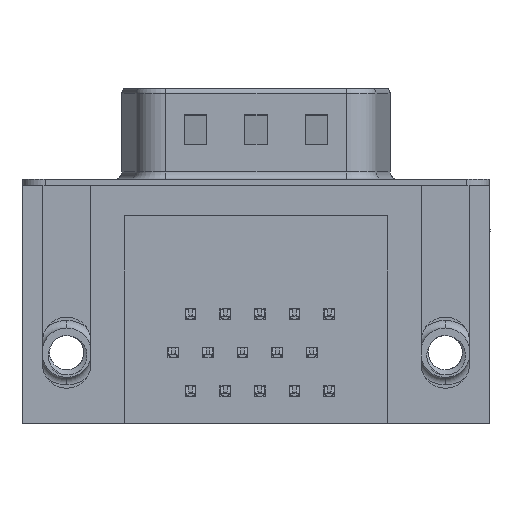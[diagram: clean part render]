
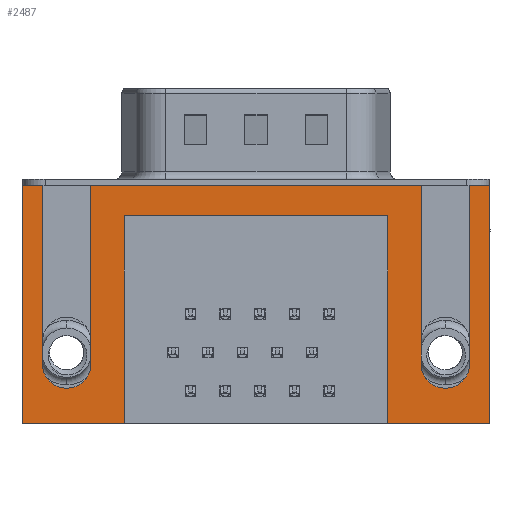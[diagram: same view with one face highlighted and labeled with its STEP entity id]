
A CAD part, front view. The second image highlights one B-rep face of the part: STEP entity #2487.
In plain terms, the highlighted planar face has unit normal (0, -1, 0).
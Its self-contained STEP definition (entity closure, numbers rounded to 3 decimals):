
#124 = LINE ( 'NONE', #2776, #17219 ) ;
#166 = DIRECTION ( 'NONE',  ( 0., 0., -1. ) ) ;
#200 = ORIENTED_EDGE ( 'NONE', *, *, #17606, .F. ) ;
#569 = EDGE_CURVE ( 'NONE', #8592, #17581, #11937, .T. ) ;
#662 = LINE ( 'NONE', #9541, #17762 ) ;
#753 = VERTEX_POINT ( 'NONE', #16007 ) ;
#902 = LINE ( 'NONE', #2788, #17998 ) ;
#1242 = DIRECTION ( 'NONE',  ( 0., -1., 0. ) ) ;
#1593 = DIRECTION ( 'NONE',  ( 0., 0., 1. ) ) ;
#1617 = VECTOR ( 'NONE', #7014, 1000. ) ;
#1703 = ORIENTED_EDGE ( 'NONE', *, *, #20808, .F. ) ;
#1925 = VERTEX_POINT ( 'NONE', #3918 ) ;
#2161 = VECTOR ( 'NONE', #13559, 1000. ) ;
#2171 = EDGE_CURVE ( 'NONE', #12984, #17691, #3045, .T. ) ;
#2486 = CARTESIAN_POINT ( 'NONE',  ( 1.6, -6.275, 0. ) ) ;
#2487 = ADVANCED_FACE ( 'NONE', ( #14963 ), #9501, .T. ) ;
#2692 = LINE ( 'NONE', #3636, #2161 ) ;
#2741 = CARTESIAN_POINT ( 'NONE',  ( 24.99, -6.275, -11.78 ) ) ;
#2776 = CARTESIAN_POINT ( 'NONE',  ( -1.6, -6.275, 0. ) ) ;
#2788 = CARTESIAN_POINT ( 'NONE',  ( -2.91, -6.275, 0. ) ) ;
#2998 = VERTEX_POINT ( 'NONE', #12452 ) ;
#3045 = LINE ( 'NONE', #17946, #6895 ) ;
#3200 = LINE ( 'NONE', #9838, #15909 ) ;
#3453 = AXIS2_PLACEMENT_3D ( 'NONE', #20012, #10104, #166 ) ;
#3636 = CARTESIAN_POINT ( 'NONE',  ( 3.79, -6.275, -2. ) ) ;
#3662 = EDGE_CURVE ( 'NONE', #8984, #14605, #662, .T. ) ;
#3918 = CARTESIAN_POINT ( 'NONE',  ( 24.99, -6.275, -13.38 ) ) ;
#4124 = CARTESIAN_POINT ( 'NONE',  ( 0., -6.275, -11.78 ) ) ;
#4144 = AXIS2_PLACEMENT_3D ( 'NONE', #2741, #14327, #4392 ) ;
#4266 = EDGE_CURVE ( 'NONE', #11344, #12911, #124, .T. ) ;
#4290 = LINE ( 'NONE', #14175, #20891 ) ;
#4392 = DIRECTION ( 'NONE',  ( 0., 0., 1. ) ) ;
#4879 = DIRECTION ( 'NONE',  ( 0., 0., -1. ) ) ;
#4956 = CARTESIAN_POINT ( 'NONE',  ( 3.79, -6.275, -2. ) ) ;
#5353 = CARTESIAN_POINT ( 'NONE',  ( 1.6, -6.275, 0. ) ) ;
#5405 = CARTESIAN_POINT ( 'NONE',  ( 21.2, -6.275, -15.7 ) ) ;
#5565 = ORIENTED_EDGE ( 'NONE', *, *, #15834, .F. ) ;
#5615 = VECTOR ( 'NONE', #5647, 1000. ) ;
#5647 = DIRECTION ( 'NONE',  ( 0., 0., -1. ) ) ;
#5648 = ORIENTED_EDGE ( 'NONE', *, *, #6398, .F. ) ;
#5712 = AXIS2_PLACEMENT_3D ( 'NONE', #21076, #1242, #12850 ) ;
#5777 = DIRECTION ( 'NONE',  ( 0., 0., -1. ) ) ;
#5824 = ORIENTED_EDGE ( 'NONE', *, *, #19734, .F. ) ;
#5841 = EDGE_CURVE ( 'NONE', #753, #9008, #2692, .T. ) ;
#6054 = EDGE_CURVE ( 'NONE', #14421, #18810, #12285, .T. ) ;
#6088 = DIRECTION ( 'NONE',  ( 1., 0., 0. ) ) ;
#6398 = EDGE_CURVE ( 'NONE', #14605, #753, #19556, .T. ) ;
#6895 = VECTOR ( 'NONE', #11306, 1000. ) ;
#7014 = DIRECTION ( 'NONE',  ( 0., 0., 1. ) ) ;
#7021 = LINE ( 'NONE', #5353, #1617 ) ;
#7115 = CARTESIAN_POINT ( 'NONE',  ( 24.99, -6.275, -11.78 ) ) ;
#7127 = EDGE_CURVE ( 'NONE', #17691, #10878, #3200, .T. ) ;
#7159 = CARTESIAN_POINT ( 'NONE',  ( -1.6, -6.275, -11.78 ) ) ;
#7307 = CARTESIAN_POINT ( 'NONE',  ( 23.39, -6.275, -11.78 ) ) ;
#8049 = ORIENTED_EDGE ( 'NONE', *, *, #12320, .F. ) ;
#8300 = CARTESIAN_POINT ( 'NONE',  ( 0., -6.275, -13.38 ) ) ;
#8545 = VECTOR ( 'NONE', #14187, 1000. ) ;
#8571 = ORIENTED_EDGE ( 'NONE', *, *, #8714, .T. ) ;
#8592 = VERTEX_POINT ( 'NONE', #12172 ) ;
#8640 = ORIENTED_EDGE ( 'NONE', *, *, #5841, .F. ) ;
#8645 = LINE ( 'NONE', #15735, #16981 ) ;
#8714 = EDGE_CURVE ( 'NONE', #8984, #12944, #19475, .T. ) ;
#8751 = ORIENTED_EDGE ( 'NONE', *, *, #10875, .F. ) ;
#8779 = DIRECTION ( 'NONE',  ( 0., 0., 1. ) ) ;
#8984 = VERTEX_POINT ( 'NONE', #18225 ) ;
#9008 = VERTEX_POINT ( 'NONE', #4956 ) ;
#9043 = VERTEX_POINT ( 'NONE', #15119 ) ;
#9501 = PLANE ( 'NONE',  #5712 ) ;
#9541 = CARTESIAN_POINT ( 'NONE',  ( 27.9, -6.275, -15.7 ) ) ;
#9838 = CARTESIAN_POINT ( 'NONE',  ( 23.39, -6.275, 0. ) ) ;
#9950 = LINE ( 'NONE', #15484, #18221 ) ;
#10104 = DIRECTION ( 'NONE',  ( 0., -1., 0. ) ) ;
#10595 = LINE ( 'NONE', #19600, #5615 ) ;
#10651 = ORIENTED_EDGE ( 'NONE', *, *, #569, .F. ) ;
#10699 = CARTESIAN_POINT ( 'NONE',  ( 27.9, -6.275, 0. ) ) ;
#10774 = CARTESIAN_POINT ( 'NONE',  ( 23.39, -6.275, 0. ) ) ;
#10823 = CIRCLE ( 'NONE', #15393, 1.6 ) ;
#10875 = EDGE_CURVE ( 'NONE', #9008, #9043, #10595, .T. ) ;
#10878 = VERTEX_POINT ( 'NONE', #7307 ) ;
#10998 = ORIENTED_EDGE ( 'NONE', *, *, #3662, .F. ) ;
#11234 = DIRECTION ( 'NONE',  ( -1., 0., 0. ) ) ;
#11306 = DIRECTION ( 'NONE',  ( 1., 0., 0. ) ) ;
#11344 = VERTEX_POINT ( 'NONE', #16749 ) ;
#11424 = CIRCLE ( 'NONE', #3453, 1.6 ) ;
#11937 = LINE ( 'NONE', #17366, #20735 ) ;
#12158 = EDGE_CURVE ( 'NONE', #10878, #1925, #10823, .T. ) ;
#12172 = CARTESIAN_POINT ( 'NONE',  ( -2.91, -6.275, -15.7 ) ) ;
#12285 = CIRCLE ( 'NONE', #13754, 1.6 ) ;
#12320 = EDGE_CURVE ( 'NONE', #2998, #12944, #4290, .T. ) ;
#12452 = CARTESIAN_POINT ( 'NONE',  ( 26.59, -6.275, 0. ) ) ;
#12541 = DIRECTION ( 'NONE',  ( -1., 0., 0. ) ) ;
#12555 = CARTESIAN_POINT ( 'NONE',  ( 26.59, -6.275, -11.78 ) ) ;
#12717 = DIRECTION ( 'NONE',  ( 0., 0., -1. ) ) ;
#12850 = DIRECTION ( 'NONE',  ( 0., 0., -1. ) ) ;
#12911 = VERTEX_POINT ( 'NONE', #7159 ) ;
#12944 = VERTEX_POINT ( 'NONE', #10699 ) ;
#12984 = VERTEX_POINT ( 'NONE', #2486 ) ;
#13461 = CARTESIAN_POINT ( 'NONE',  ( 1.6, -6.275, -11.78 ) ) ;
#13559 = DIRECTION ( 'NONE',  ( -1., 0., 0. ) ) ;
#13754 = AXIS2_PLACEMENT_3D ( 'NONE', #4124, #15741, #5777 ) ;
#14064 = ORIENTED_EDGE ( 'NONE', *, *, #2171, .F. ) ;
#14175 = CARTESIAN_POINT ( 'NONE',  ( -2.91, -6.275, 0. ) ) ;
#14187 = DIRECTION ( 'NONE',  ( 0., 0., 1. ) ) ;
#14327 = DIRECTION ( 'NONE',  ( 0., -1., 0. ) ) ;
#14421 = VERTEX_POINT ( 'NONE', #8300 ) ;
#14605 = VERTEX_POINT ( 'NONE', #5405 ) ;
#14957 = CARTESIAN_POINT ( 'NONE',  ( -2.91, -6.275, 0. ) ) ;
#14963 = FACE_OUTER_BOUND ( 'NONE', #21304, .T. ) ;
#15119 = CARTESIAN_POINT ( 'NONE',  ( 3.79, -6.275, -15.7 ) ) ;
#15159 = VECTOR ( 'NONE', #1593, 1000. ) ;
#15393 = AXIS2_PLACEMENT_3D ( 'NONE', #7115, #18735, #8779 ) ;
#15424 = ORIENTED_EDGE ( 'NONE', *, *, #17128, .F. ) ;
#15484 = CARTESIAN_POINT ( 'NONE',  ( 26.59, -6.275, 0. ) ) ;
#15735 = CARTESIAN_POINT ( 'NONE',  ( 27.9, -6.275, -15.7 ) ) ;
#15741 = DIRECTION ( 'NONE',  ( 0., -1., 0. ) ) ;
#15834 = EDGE_CURVE ( 'NONE', #9043, #8592, #8645, .T. ) ;
#15860 = CARTESIAN_POINT ( 'NONE',  ( 27.9, -6.275, -2.5 ) ) ;
#15909 = VECTOR ( 'NONE', #4879, 1000. ) ;
#16007 = CARTESIAN_POINT ( 'NONE',  ( 21.2, -6.275, -2. ) ) ;
#16058 = ORIENTED_EDGE ( 'NONE', *, *, #20153, .F. ) ;
#16432 = ORIENTED_EDGE ( 'NONE', *, *, #6054, .F. ) ;
#16749 = CARTESIAN_POINT ( 'NONE',  ( -1.6, -6.275, 0. ) ) ;
#16981 = VECTOR ( 'NONE', #12541, 1000. ) ;
#17128 = EDGE_CURVE ( 'NONE', #17713, #2998, #9950, .T. ) ;
#17136 = DIRECTION ( 'NONE',  ( 0., 0., 1. ) ) ;
#17219 = VECTOR ( 'NONE', #12717, 1000. ) ;
#17341 = DIRECTION ( 'NONE',  ( 0., 0., 1. ) ) ;
#17366 = CARTESIAN_POINT ( 'NONE',  ( -2.91, -6.275, -2.5 ) ) ;
#17375 = ORIENTED_EDGE ( 'NONE', *, *, #4266, .F. ) ;
#17509 = DIRECTION ( 'NONE',  ( 1., 0., 0. ) ) ;
#17581 = VERTEX_POINT ( 'NONE', #14957 ) ;
#17606 = EDGE_CURVE ( 'NONE', #18810, #12984, #7021, .T. ) ;
#17691 = VERTEX_POINT ( 'NONE', #10774 ) ;
#17713 = VERTEX_POINT ( 'NONE', #12555 ) ;
#17762 = VECTOR ( 'NONE', #11234, 1000. ) ;
#17858 = CIRCLE ( 'NONE', #4144, 1.6 ) ;
#17946 = CARTESIAN_POINT ( 'NONE',  ( -2.91, -6.275, 0. ) ) ;
#17979 = ORIENTED_EDGE ( 'NONE', *, *, #12158, .F. ) ;
#17998 = VECTOR ( 'NONE', #6088, 1000. ) ;
#18107 = CARTESIAN_POINT ( 'NONE',  ( 21.2, -6.275, -2. ) ) ;
#18221 = VECTOR ( 'NONE', #17136, 1000. ) ;
#18225 = CARTESIAN_POINT ( 'NONE',  ( 27.9, -6.275, -15.7 ) ) ;
#18735 = DIRECTION ( 'NONE',  ( 0., -1., 0. ) ) ;
#18810 = VERTEX_POINT ( 'NONE', #13461 ) ;
#19475 = LINE ( 'NONE', #15860, #8545 ) ;
#19499 = ORIENTED_EDGE ( 'NONE', *, *, #7127, .F. ) ;
#19556 = LINE ( 'NONE', #18107, #15159 ) ;
#19600 = CARTESIAN_POINT ( 'NONE',  ( 3.79, -6.275, -2. ) ) ;
#19734 = EDGE_CURVE ( 'NONE', #12911, #14421, #11424, .T. ) ;
#20012 = CARTESIAN_POINT ( 'NONE',  ( 0., -6.275, -11.78 ) ) ;
#20153 = EDGE_CURVE ( 'NONE', #1925, #17713, #17858, .T. ) ;
#20735 = VECTOR ( 'NONE', #17341, 1000. ) ;
#20808 = EDGE_CURVE ( 'NONE', #17581, #11344, #902, .T. ) ;
#20891 = VECTOR ( 'NONE', #17509, 1000. ) ;
#21076 = CARTESIAN_POINT ( 'NONE',  ( -2.91, -6.275, -2.5 ) ) ;
#21304 = EDGE_LOOP ( 'NONE', ( #15424, #16058, #17979, #19499, #14064, #200, #16432, #5824, #17375, #1703, #10651, #5565, #8751, #8640, #5648, #10998, #8571, #8049 ) ) ;
